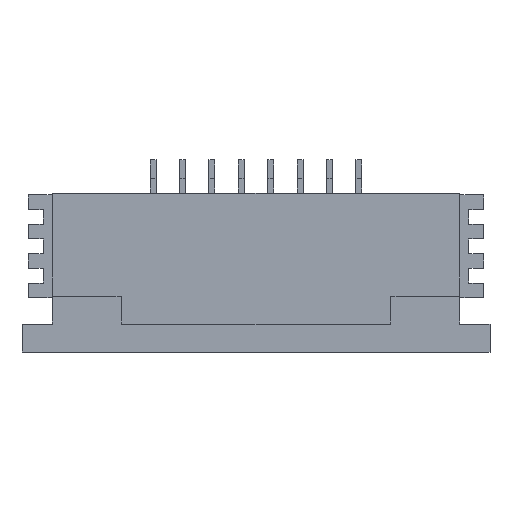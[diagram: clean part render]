
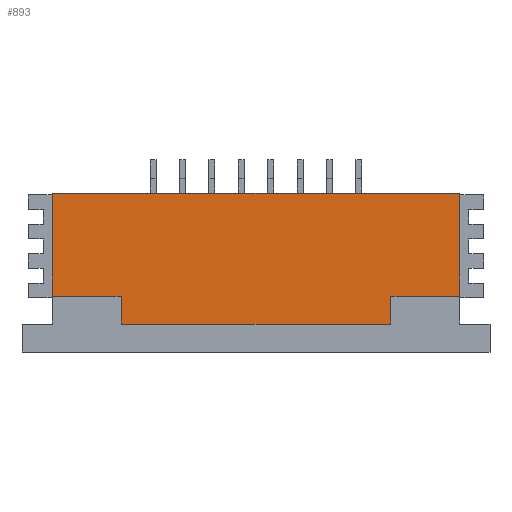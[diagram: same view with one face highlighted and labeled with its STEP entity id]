
A CAD part, top view. The second image highlights one B-rep face of the part: STEP entity #893.
In plain terms, the highlighted planar face has unit normal (0, 0, 1).
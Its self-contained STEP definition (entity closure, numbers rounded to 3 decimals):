
#32 = VERTEX_POINT('',#33);
#33 = CARTESIAN_POINT('',(0.,0.8,2.56));
#39 = EDGE_CURVE('',#32,#40,#42,.T.);
#40 = VERTEX_POINT('',#41);
#41 = CARTESIAN_POINT('',(-6.935,0.8,2.56));
#42 = LINE('',#43,#44);
#43 = CARTESIAN_POINT('',(0.,0.8,2.56));
#44 = VECTOR('',#45,1.);
#45 = DIRECTION('',(-1.,0.,0.));
#859 = EDGE_CURVE('',#40,#860,#862,.T.);
#860 = VERTEX_POINT('',#861);
#861 = CARTESIAN_POINT('',(-6.935,-2.7,2.56));
#862 = LINE('',#863,#864);
#863 = CARTESIAN_POINT('',(-6.935,0.8,2.56));
#864 = VECTOR('',#865,1.);
#865 = DIRECTION('',(0.,-1.,0.));
#893 = ADVANCED_FACE('',(#894),#957,.T.);
#894 = FACE_BOUND('',#895,.T.);
#895 = EDGE_LOOP('',(#896,#903,#904,#905,#913,#921,#929,#937,#945,#952)
);
#896 = ORIENTED_EDGE('',*,*,#897,.F.);
#897 = EDGE_CURVE('',#32,#898,#900,.T.);
#898 = VERTEX_POINT('',#899);
#899 = CARTESIAN_POINT('',(6.935,0.8,2.56));
#900 = B_SPLINE_CURVE_WITH_KNOTS('',1,(#901,#902),.UNSPECIFIED.,.F.,.F.,
(2,2),(0.,6.935),.PIECEWISE_BEZIER_KNOTS.);
#901 = CARTESIAN_POINT('',(0.,0.8,2.56));
#902 = CARTESIAN_POINT('',(6.935,0.8,2.56));
#903 = ORIENTED_EDGE('',*,*,#39,.T.);
#904 = ORIENTED_EDGE('',*,*,#859,.T.);
#905 = ORIENTED_EDGE('',*,*,#906,.T.);
#906 = EDGE_CURVE('',#860,#907,#909,.T.);
#907 = VERTEX_POINT('',#908);
#908 = CARTESIAN_POINT('',(-4.59,-2.7,2.56));
#909 = LINE('',#910,#911);
#910 = CARTESIAN_POINT('',(-6.935,-2.7,2.56));
#911 = VECTOR('',#912,1.);
#912 = DIRECTION('',(1.,0.,0.));
#913 = ORIENTED_EDGE('',*,*,#914,.T.);
#914 = EDGE_CURVE('',#907,#915,#917,.T.);
#915 = VERTEX_POINT('',#916);
#916 = CARTESIAN_POINT('',(-4.59,-3.65,2.56));
#917 = LINE('',#918,#919);
#918 = CARTESIAN_POINT('',(-4.59,-1.75,2.56));
#919 = VECTOR('',#920,1.);
#920 = DIRECTION('',(0.,-1.,0.));
#921 = ORIENTED_EDGE('',*,*,#922,.T.);
#922 = EDGE_CURVE('',#915,#923,#925,.T.);
#923 = VERTEX_POINT('',#924);
#924 = CARTESIAN_POINT('',(0.,-3.65,2.56));
#925 = LINE('',#926,#927);
#926 = CARTESIAN_POINT('',(-4.59,-3.65,2.56));
#927 = VECTOR('',#928,1.);
#928 = DIRECTION('',(1.,0.,0.));
#929 = ORIENTED_EDGE('',*,*,#930,.T.);
#930 = EDGE_CURVE('',#923,#931,#933,.T.);
#931 = VERTEX_POINT('',#932);
#932 = CARTESIAN_POINT('',(4.59,-3.65,2.56));
#933 = LINE('',#934,#935);
#934 = CARTESIAN_POINT('',(-4.59,-3.65,2.56));
#935 = VECTOR('',#936,1.);
#936 = DIRECTION('',(1.,0.,0.));
#937 = ORIENTED_EDGE('',*,*,#938,.T.);
#938 = EDGE_CURVE('',#931,#939,#941,.T.);
#939 = VERTEX_POINT('',#940);
#940 = CARTESIAN_POINT('',(4.59,-2.7,2.56));
#941 = LINE('',#942,#943);
#942 = CARTESIAN_POINT('',(4.59,-3.65,2.56));
#943 = VECTOR('',#944,1.);
#944 = DIRECTION('',(0.,1.,0.));
#945 = ORIENTED_EDGE('',*,*,#946,.F.);
#946 = EDGE_CURVE('',#947,#939,#949,.T.);
#947 = VERTEX_POINT('',#948);
#948 = CARTESIAN_POINT('',(6.935,-2.7,2.56));
#949 = B_SPLINE_CURVE_WITH_KNOTS('',1,(#950,#951),.UNSPECIFIED.,.F.,.F.,
(2,2),(0.,6.935),.PIECEWISE_BEZIER_KNOTS.);
#950 = CARTESIAN_POINT('',(6.935,-2.7,2.56));
#951 = CARTESIAN_POINT('',(0.,-2.7,2.56));
#952 = ORIENTED_EDGE('',*,*,#953,.F.);
#953 = EDGE_CURVE('',#898,#947,#954,.T.);
#954 = B_SPLINE_CURVE_WITH_KNOTS('',1,(#955,#956),.UNSPECIFIED.,.F.,.F.,
(2,2),(0.,3.5),.PIECEWISE_BEZIER_KNOTS.);
#955 = CARTESIAN_POINT('',(6.935,0.8,2.56));
#956 = CARTESIAN_POINT('',(6.935,-2.7,2.56));
#957 = PLANE('',#958);
#958 = AXIS2_PLACEMENT_3D('',#959,#960,#961);
#959 = CARTESIAN_POINT('',(-0.394,-1.208,2.56));
#960 = DIRECTION('',(0.,0.,1.));
#961 = DIRECTION('',(-1.,0.,0.));
